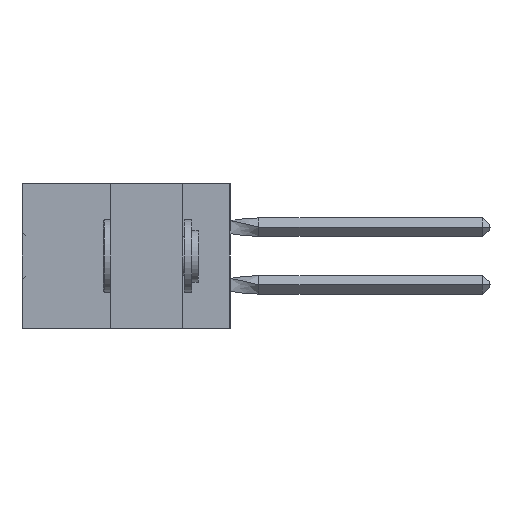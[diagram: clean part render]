
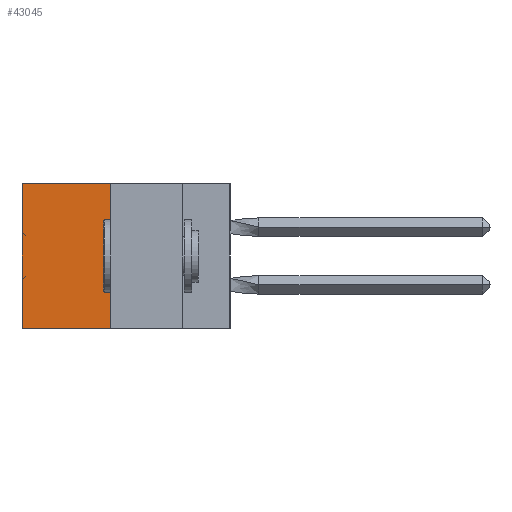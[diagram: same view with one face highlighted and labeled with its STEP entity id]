
A CAD part, left-side view. The second image highlights one B-rep face of the part: STEP entity #43045.
In plain terms, the highlighted planar face has unit normal (-1, 0, 0).
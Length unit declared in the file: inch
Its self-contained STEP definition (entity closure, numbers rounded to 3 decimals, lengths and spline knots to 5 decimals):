
#377 = LINE ( 'NONE', #58262, #48978 ) ;
#571 = EDGE_CURVE ( 'NONE', #38938, #5672, #377, .T. ) ;
#2387 = DIRECTION ( 'NONE',  ( 0., 0., -1. ) ) ;
#3539 = CARTESIAN_POINT ( 'NONE',  ( 0.305, 0.413, -0.5 ) ) ;
#5672 = VERTEX_POINT ( 'NONE', #32010 ) ;
#6949 = EDGE_CURVE ( 'NONE', #55023, #5672, #37061, .T. ) ;
#7264 = DIRECTION ( 'NONE',  ( 0., 1., 0. ) ) ;
#7636 = ORIENTED_EDGE ( 'NONE', *, *, #571, .T. ) ;
#7857 = CARTESIAN_POINT ( 'NONE',  ( 0.305, 0.413, -0.5 ) ) ;
#11318 = CARTESIAN_POINT ( 'NONE',  ( 0.305, 0.413, -0.5 ) ) ;
#12505 = ORIENTED_EDGE ( 'NONE', *, *, #45576, .T. ) ;
#13886 = VECTOR ( 'NONE', #7264, 39.37008 ) ;
#16240 = CARTESIAN_POINT ( 'NONE',  ( 0.305, 0.413, -0.5 ) ) ;
#16762 = FACE_OUTER_BOUND ( 'NONE', #44154, .T. ) ;
#17496 = EDGE_CURVE ( 'NONE', #57024, #55023, #55469, .T. ) ;
#21031 = DIRECTION ( 'NONE',  ( 0., 0., -1. ) ) ;
#21164 = VECTOR ( 'NONE', #55423, 39.37008 ) ;
#25946 = ORIENTED_EDGE ( 'NONE', *, *, #17496, .F. ) ;
#28152 = AXIS2_PLACEMENT_3D ( 'NONE', #3539, #45681, #53967 ) ;
#32004 = LINE ( 'NONE', #55816, #21164 ) ;
#32010 = CARTESIAN_POINT ( 'NONE',  ( 0.305, 0.72, -0.5 ) ) ;
#33656 = CARTESIAN_POINT ( 'NONE',  ( 0.305, 0.72, 0. ) ) ;
#37061 = LINE ( 'NONE', #7857, #13886 ) ;
#38938 = VERTEX_POINT ( 'NONE', #33656 ) ;
#40453 = CARTESIAN_POINT ( 'NONE',  ( 0.305, 0.413, 0. ) ) ;
#43045 = ADVANCED_FACE ( 'NONE', ( #16762 ), #54358, .F. ) ;
#43450 = ORIENTED_EDGE ( 'NONE', *, *, #6949, .F. ) ;
#44154 = EDGE_LOOP ( 'NONE', ( #7636, #43450, #25946, #12505 ) ) ;
#45576 = EDGE_CURVE ( 'NONE', #57024, #38938, #32004, .T. ) ;
#45681 = DIRECTION ( 'NONE',  ( 1., 0., 0. ) ) ;
#48978 = VECTOR ( 'NONE', #2387, 39.37008 ) ;
#53967 = DIRECTION ( 'NONE',  ( 0., 0., -1. ) ) ;
#54358 = PLANE ( 'NONE',  #28152 ) ;
#55023 = VERTEX_POINT ( 'NONE', #16240 ) ;
#55423 = DIRECTION ( 'NONE',  ( 0., 1., 0. ) ) ;
#55469 = LINE ( 'NONE', #11318, #58369 ) ;
#55816 = CARTESIAN_POINT ( 'NONE',  ( 0.305, 0.413, 0. ) ) ;
#57024 = VERTEX_POINT ( 'NONE', #40453 ) ;
#58262 = CARTESIAN_POINT ( 'NONE',  ( 0.305, 0.72, -0.5 ) ) ;
#58369 = VECTOR ( 'NONE', #21031, 39.37008 ) ;
